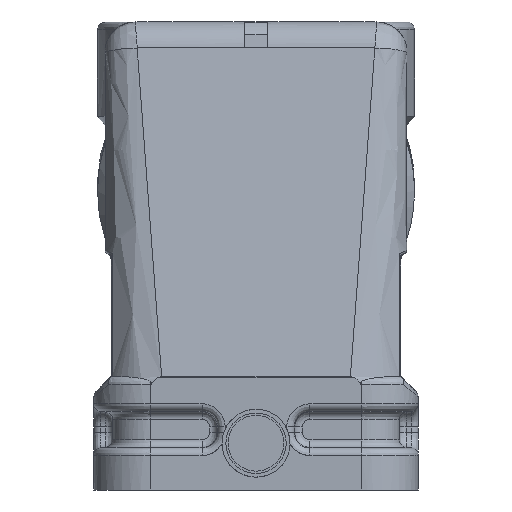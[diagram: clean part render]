
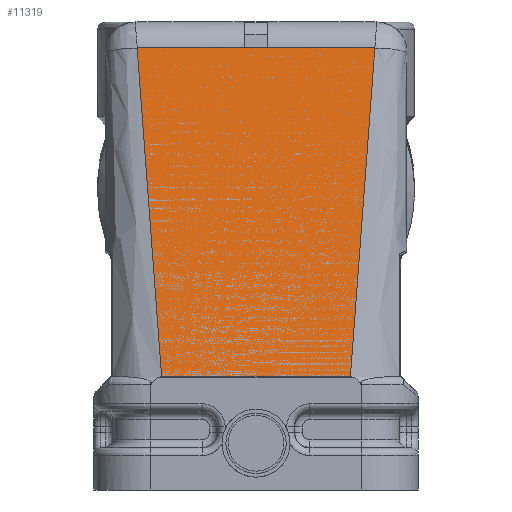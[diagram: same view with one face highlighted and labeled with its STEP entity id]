
A CAD part, left-side view. The second image highlights one B-rep face of the part: STEP entity #11319.
In plain terms, the highlighted planar face has unit normal (-0.99, 0, 0.139).
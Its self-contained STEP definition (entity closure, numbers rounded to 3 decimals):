
#11319=ADVANCED_FACE('',(#13036),#12477,.T.);
#12477=PLANE('',#31770);
#13036=FACE_OUTER_BOUND('',#14300,.T.);
#14300=EDGE_LOOP('',(#20788,#20789,#20790,#20791));
#16351=LINE('',#38927,#17779);
#16352=LINE('',#38954,#17780);
#16750=LINE('',#42336,#18244);
#16751=LINE('',#42337,#18245);
#17779=VECTOR('',#33300,1.);
#17780=VECTOR('',#33301,1.);
#18244=VECTOR('',#34601,1.);
#18245=VECTOR('',#34602,1.);
#20788=ORIENTED_EDGE('',*,*,#27751,.T.);
#20789=ORIENTED_EDGE('',*,*,#28508,.T.);
#20790=ORIENTED_EDGE('',*,*,#27754,.T.);
#20791=ORIENTED_EDGE('',*,*,#28509,.T.);
#25745=VERTEX_POINT('',#38851);
#25753=VERTEX_POINT('',#38926);
#25756=VERTEX_POINT('',#38953);
#25757=VERTEX_POINT('',#38955);
#27751=EDGE_CURVE('',#25745,#25753,#16351,.T.);
#27754=EDGE_CURVE('',#25757,#25756,#16352,.T.);
#28508=EDGE_CURVE('',#25753,#25757,#16750,.T.);
#28509=EDGE_CURVE('',#25756,#25745,#16751,.T.);
#31770=AXIS2_PLACEMENT_3D('',#42338,#34603,#34604);
#33300=DIRECTION('',(0.139,-0.074,0.988));
#33301=DIRECTION('',(-0.139,-0.074,-0.988));
#34601=DIRECTION('',(0.,1.,0.));
#34602=DIRECTION('',(0.,-1.,0.));
#34603=DIRECTION('',(-0.99,0.,0.139));
#34604=DIRECTION('',(-0.139,0.,-0.99));
#38851=CARTESIAN_POINT('',(-46.74,-12.505,15.069));
#38926=CARTESIAN_POINT('',(-40.629,-15.744,58.557));
#38927=CARTESIAN_POINT('',(-46.74,-12.505,15.069));
#38953=CARTESIAN_POINT('',(-46.74,12.505,15.069));
#38954=CARTESIAN_POINT('',(-40.629,15.744,58.557));
#38955=CARTESIAN_POINT('',(-40.629,15.744,58.557));
#42336=CARTESIAN_POINT('',(-40.629,-15.744,58.557));
#42337=CARTESIAN_POINT('',(-46.74,12.505,15.069));
#42338=CARTESIAN_POINT('',(-39.8,16.744,64.449));
